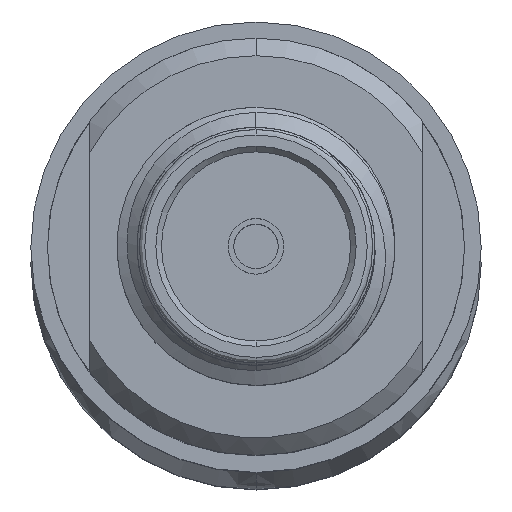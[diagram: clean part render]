
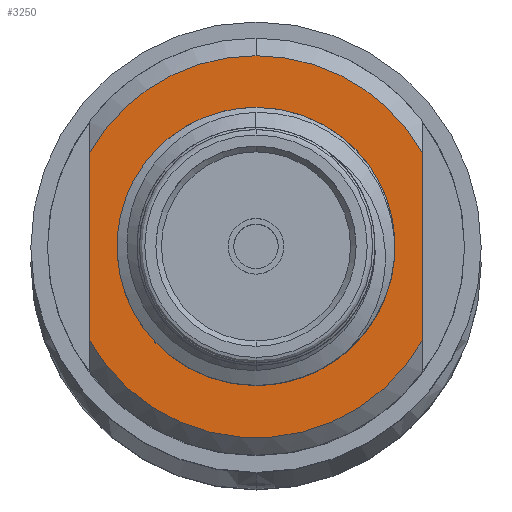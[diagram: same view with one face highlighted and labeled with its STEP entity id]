
A CAD part, top view. The second image highlights one B-rep face of the part: STEP entity #3250.
In plain terms, the highlighted face is planar.
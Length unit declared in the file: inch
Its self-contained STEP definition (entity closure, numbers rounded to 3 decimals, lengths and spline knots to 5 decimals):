
#16 = CARTESIAN_POINT ( 'NONE',  ( 0.25, 0., 0. ) ) ;
#23 = CARTESIAN_POINT ( 'NONE',  ( 0.25, 0.08365, -0.15 ) ) ;
#60 = VECTOR ( 'NONE', #2855, 39.37008 ) ;
#110 = CARTESIAN_POINT ( 'NONE',  ( 0.25, -0.105, 0. ) ) ;
#165 = EDGE_CURVE ( 'NONE', #654, #2702, #672, .T. ) ;
#219 = CARTESIAN_POINT ( 'NONE',  ( 0.25, 0., 0. ) ) ;
#509 = DIRECTION ( 'NONE',  ( -1., 0., 0. ) ) ;
#512 = VERTEX_POINT ( 'NONE', #110 ) ;
#556 = VERTEX_POINT ( 'NONE', #3206 ) ;
#564 = AXIS2_PLACEMENT_3D ( 'NONE', #1195, #1743, #1688 ) ;
#582 = EDGE_CURVE ( 'NONE', #512, #1216, #2283, .T. ) ;
#654 = VERTEX_POINT ( 'NONE', #3453 ) ;
#663 = CARTESIAN_POINT ( 'NONE',  ( 0.25, 0., 0. ) ) ;
#672 = CIRCLE ( 'NONE', #1995, 0.17175 ) ;
#731 = VERTEX_POINT ( 'NONE', #3540 ) ;
#737 = EDGE_LOOP ( 'NONE', ( #2430, #1838, #2006, #3404, #1280 ) ) ;
#796 = CIRCLE ( 'NONE', #564, 0.17175 ) ;
#809 = CIRCLE ( 'NONE', #2293, 0.17175 ) ;
#988 = CARTESIAN_POINT ( 'NONE',  ( 0.25, 0., -0.15 ) ) ;
#1025 = CIRCLE ( 'NONE', #1481, 0.105 ) ;
#1057 = EDGE_CURVE ( 'NONE', #556, #731, #796, .T. ) ;
#1195 = CARTESIAN_POINT ( 'NONE',  ( 0.25, 0., 0. ) ) ;
#1216 = VERTEX_POINT ( 'NONE', #3123 ) ;
#1218 = FACE_OUTER_BOUND ( 'NONE', #737, .T. ) ;
#1279 = DIRECTION ( 'NONE',  ( 0., -1., 0. ) ) ;
#1280 = ORIENTED_EDGE ( 'NONE', *, *, #3368, .T. ) ;
#1362 = DIRECTION ( 'NONE',  ( -1., 0., 0. ) ) ;
#1481 = AXIS2_PLACEMENT_3D ( 'NONE', #3252, #509, #2984 ) ;
#1549 = FACE_BOUND ( 'NONE', #3441, .T. ) ;
#1611 = VECTOR ( 'NONE', #2092, 39.37008 ) ;
#1688 = DIRECTION ( 'NONE',  ( 0., -1., 0. ) ) ;
#1709 = EDGE_CURVE ( 'NONE', #1216, #512, #1025, .T. ) ;
#1743 = DIRECTION ( 'NONE',  ( -1., 0., 0. ) ) ;
#1795 = CARTESIAN_POINT ( 'NONE',  ( 0.25, 0., 0. ) ) ;
#1805 = DIRECTION ( 'NONE',  ( -1., 0., 0. ) ) ;
#1838 = ORIENTED_EDGE ( 'NONE', *, *, #3339, .T. ) ;
#1995 = AXIS2_PLACEMENT_3D ( 'NONE', #1795, #2885, #3349 ) ;
#2006 = ORIENTED_EDGE ( 'NONE', *, *, #1057, .T. ) ;
#2031 = PLANE ( 'NONE',  #2701 ) ;
#2044 = ORIENTED_EDGE ( 'NONE', *, *, #1709, .F. ) ;
#2092 = DIRECTION ( 'NONE',  ( 0., -1., 0. ) ) ;
#2173 = ORIENTED_EDGE ( 'NONE', *, *, #582, .F. ) ;
#2282 = LINE ( 'NONE', #988, #1611 ) ;
#2283 = CIRCLE ( 'NONE', #2686, 0.105 ) ;
#2293 = AXIS2_PLACEMENT_3D ( 'NONE', #16, #1362, #2464 ) ;
#2430 = ORIENTED_EDGE ( 'NONE', *, *, #165, .T. ) ;
#2464 = DIRECTION ( 'NONE',  ( 0., -1., 0. ) ) ;
#2499 = VERTEX_POINT ( 'NONE', #23 ) ;
#2686 = AXIS2_PLACEMENT_3D ( 'NONE', #219, #3188, #1279 ) ;
#2701 = AXIS2_PLACEMENT_3D ( 'NONE', #663, #1805, #3390 ) ;
#2702 = VERTEX_POINT ( 'NONE', #2761 ) ;
#2761 = CARTESIAN_POINT ( 'NONE',  ( 0.25, -0.08365, 0.15 ) ) ;
#2855 = DIRECTION ( 'NONE',  ( 0., 1., 0. ) ) ;
#2885 = DIRECTION ( 'NONE',  ( -1., 0., 0. ) ) ;
#2984 = DIRECTION ( 'NONE',  ( 0., -1., 0. ) ) ;
#3123 = CARTESIAN_POINT ( 'NONE',  ( 0.25, 0.105, 0. ) ) ;
#3145 = LINE ( 'NONE', #3373, #60 ) ;
#3188 = DIRECTION ( 'NONE',  ( -1., 0., 0. ) ) ;
#3206 = CARTESIAN_POINT ( 'NONE',  ( 0.25, 0.08365, 0.15 ) ) ;
#3250 = ADVANCED_FACE ( 'NONE', ( #1549, #1218 ), #2031, .T. ) ;
#3252 = CARTESIAN_POINT ( 'NONE',  ( 0.25, 0., 0. ) ) ;
#3339 = EDGE_CURVE ( 'NONE', #2702, #556, #3145, .T. ) ;
#3349 = DIRECTION ( 'NONE',  ( 0., -1., 0. ) ) ;
#3368 = EDGE_CURVE ( 'NONE', #2499, #654, #2282, .T. ) ;
#3373 = CARTESIAN_POINT ( 'NONE',  ( 0.25, 0., 0.15 ) ) ;
#3390 = DIRECTION ( 'NONE',  ( 0., -1., 0. ) ) ;
#3404 = ORIENTED_EDGE ( 'NONE', *, *, #3532, .T. ) ;
#3441 = EDGE_LOOP ( 'NONE', ( #2173, #2044 ) ) ;
#3453 = CARTESIAN_POINT ( 'NONE',  ( 0.25, -0.08365, -0.15 ) ) ;
#3532 = EDGE_CURVE ( 'NONE', #731, #2499, #809, .T. ) ;
#3540 = CARTESIAN_POINT ( 'NONE',  ( 0.25, 0.17175, 0. ) ) ;
